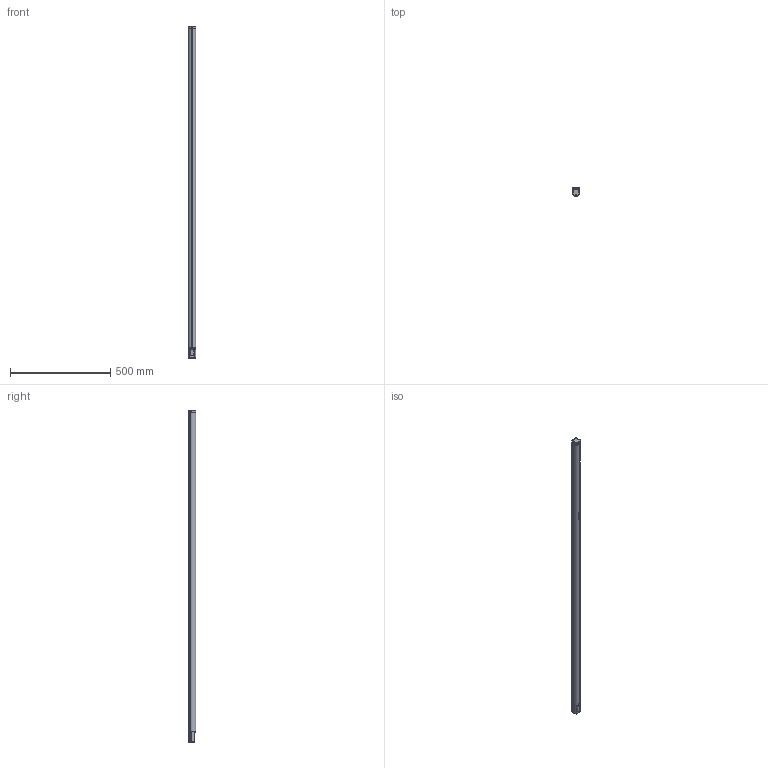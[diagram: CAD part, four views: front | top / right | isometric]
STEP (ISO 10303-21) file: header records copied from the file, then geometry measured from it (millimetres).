
FILE_DESCRIPTION((''),'2;1');
FILE_NAME('240998_SM01_ASM','2024-05-29T09:04:34',('banengservice'),('BANNER ENGINEERING'),'CREO PARAMETRIC BY PTC INC, 2022414','CREO PARAMETRIC BY PTC INC, 2022414','');
FILE_SCHEMA(('CONFIG_CONTROL_DESIGN'));
Length unit declared in the file: millimetre
Products named in the file (2): 240998_EP01; 240998_SM01_ASM
Assembly tree (1 placements, depth 2):
  240998_SM01_ASM
    240998_EP01
Bounding box: 38 x 39.59 x 1652.53 mm (x, y, z)
Volume: 1838388 mm3; surface area: 436772.9 mm2
Topology: 1 solids, 1 shells, 1812 faces, 6311 edges, 4133 vertices
Faces by surface type: cylinder 807, plane 706, bspline 138, cone 121, torus 38, extrusion 2
Entity records: 204457 total; most frequent: CARTESIAN_POINT 153988, ORIENTED_EDGE 12622, DIRECTION 8173, EDGE_CURVE 6311, VERTEX_POINT 4133, VECTOR 2941, LINE 2939, AXIS2_PLACEMENT_3D 2616
